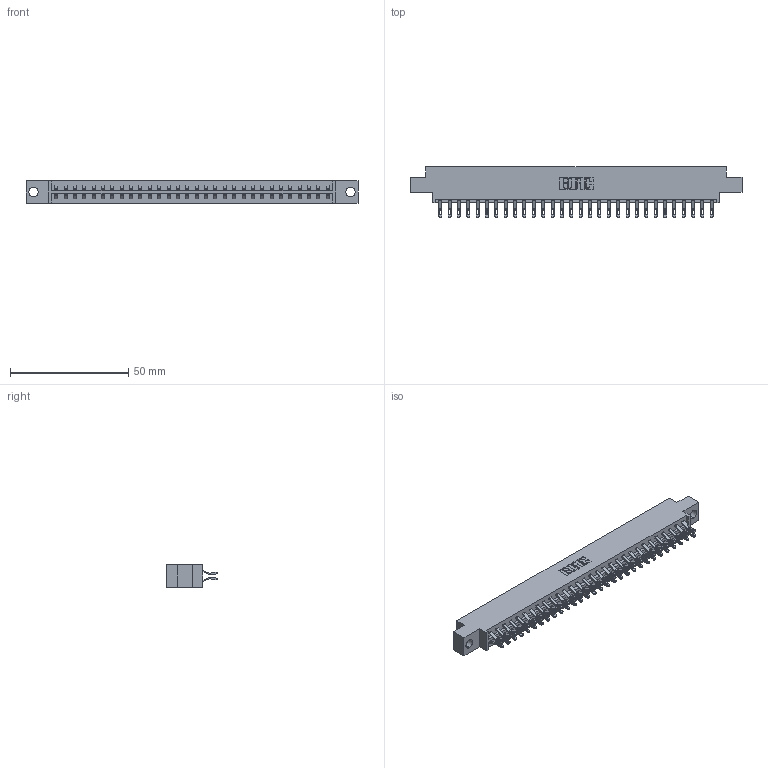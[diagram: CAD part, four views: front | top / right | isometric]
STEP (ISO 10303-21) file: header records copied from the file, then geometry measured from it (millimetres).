
FILE_DESCRIPTION (( 'STEP AP203' ), '1' );
FILE_NAME ('833-060-555-804.STEP', '2020-06-05T04:28:29', ( '' ), ( '' ), 'SwSTEP 2.0', 'SolidWorks 2020', '' );
FILE_SCHEMA (( 'CONFIG_CONTROL_DESIGN' ));
Length unit declared in the file: inch
Products named in the file (3): 345-292-001_555 Tail; 833 Part_Offset - .156 Dia - TH; 833-060-555-804
Assembly tree (61 placements, depth 2):
  833-060-555-804
    833 Part_Offset - .156 Dia - TH
    345-292-001_555 Tail  x60
Bounding box: 140.41 x 21.47 x 9.4 mm (x, y, z)
Volume: 14081.3 mm3; surface area: 17189.8 mm2
Topology: 61 solids, 61 shells, 3598 faces, 11303 edges, 7534 vertices
Faces by surface type: plane 2114, cylinder 1484
Entity records: 21313 total; most frequent: CARTESIAN_POINT 3584, ORIENTED_EDGE 3490, DIRECTION 3053, EDGE_CURVE 1745, LINE 1597, VECTOR 1597, VERTEX_POINT 1162, AXIS2_PLACEMENT_3D 728
